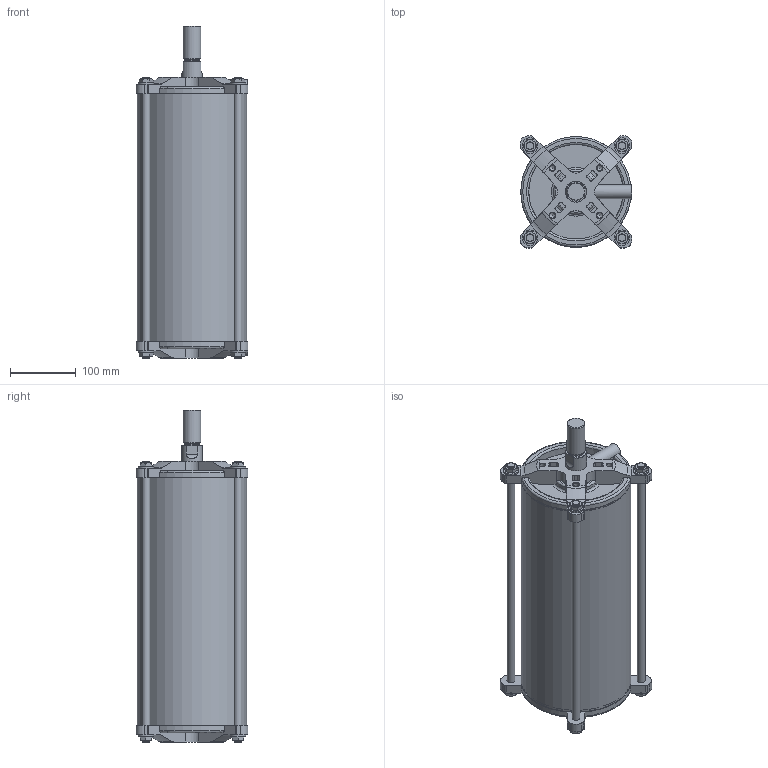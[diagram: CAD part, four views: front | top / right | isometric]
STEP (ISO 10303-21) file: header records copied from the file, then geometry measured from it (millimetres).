
FILE_DESCRIPTION(/* description */ ('STEP AP214'),/* implementation_level */ '2;1');
FILE_NAME(/* name */ '8133082_DFPC-160-300-D',/* time_stamp */ '2024-08-15T16:27:17+02:00',/* author */ ('License CC BY-ND 4.0'),/* organization */ ('CADENAS'),/* preprocessor_version */ 'ST-DEVELOPER v19.3',/* originating_system */ 'PARTsolutions',/* authorisation */ ' ');
FILE_SCHEMA (('AUTOMOTIVE_DESIGN {1 0 10303 214 3 1 1}'));
Length unit declared in the file: millimetre
Products named in the file (3): 8133082 DFPC-160-300-D---(0_high); 8133065 DFPC-160-300---(high_h); 8133065 DFPC-160-300---(high_p)
Assembly tree (2 placements, depth 2):
  8133082 DFPC-160-300-D---(0_high)
    8133065 DFPC-160-300---(high_h)
    8133065 DFPC-160-300---(high_p)
Bounding box: 170 x 170 x 505 mm (x, y, z)
Volume: 3223065.6 mm3; surface area: 709287.8 mm2
Topology: 2 solids, 4 shells, 527 faces, 1410 edges, 891 vertices
Faces by surface type: plane 190, cylinder 151, cone 128, torus 58
Full cylindrical faces by diameter (mm): 8.376 x4, 11.445 x2, 12 x12, 22.6 x1, 24 x8, 27 x1, 32 x2, 143.8 x2, 149.8 x2, 160 x2, 165 x2, 167 x1
Entity records: 16423 total; most frequent: CARTESIAN_POINT 3830, ORIENTED_EDGE 2624, DIRECTION 2554, EDGE_CURVE 1312, AXIS2_PLACEMENT_3D 1052, VERTEX_POINT 864, FACE_BOUND 646, EDGE_LOOP 640
